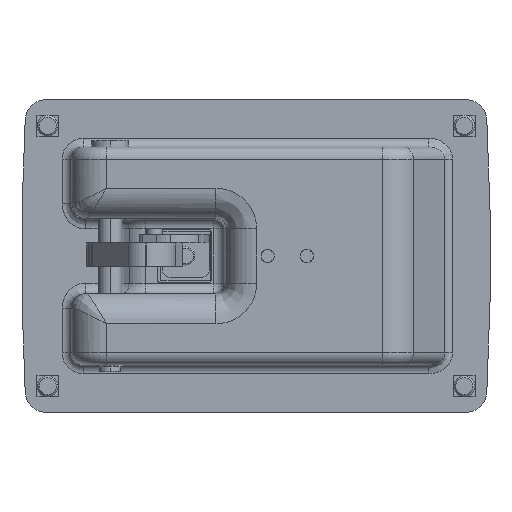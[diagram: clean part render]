
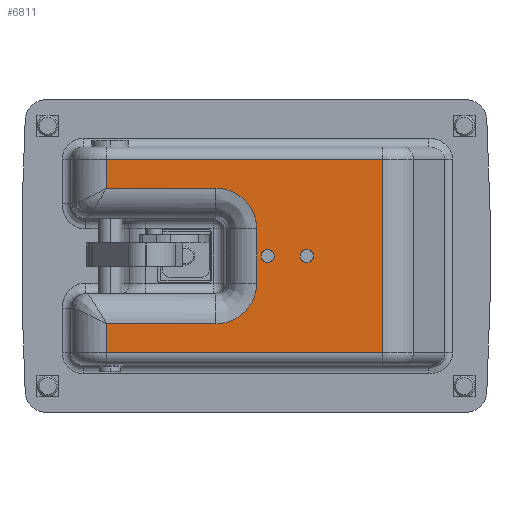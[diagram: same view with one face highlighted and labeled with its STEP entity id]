
A CAD part, front view. The second image highlights one B-rep face of the part: STEP entity #6811.
In plain terms, the highlighted planar face has unit normal (0, -1, 0).
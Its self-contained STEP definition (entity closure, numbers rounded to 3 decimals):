
#128 = DIRECTION ( 'NONE',  ( 0., -1., 0. ) ) ;
#165 = CARTESIAN_POINT ( 'NONE',  ( -1.4, -16.5, -26. ) ) ;
#439 = DIRECTION ( 'NONE',  ( 1., 0., 0. ) ) ;
#441 = EDGE_CURVE ( 'NONE', #10076, #11129, #12939, .T. ) ;
#916 = DIRECTION ( 'NONE',  ( 0., -1., 0. ) ) ;
#981 = DIRECTION ( 'NONE',  ( 0., -1., 0. ) ) ;
#1082 = ORIENTED_EDGE ( 'NONE', *, *, #11207, .F. ) ;
#1098 = VECTOR ( 'NONE', #9666, 1000. ) ;
#1170 = DIRECTION ( 'NONE',  ( 0., 0., 1. ) ) ;
#1365 = CIRCLE ( 'NONE', #6823, 2.55 ) ;
#1414 = EDGE_CURVE ( 'NONE', #11390, #3650, #9697, .T. ) ;
#1441 = VECTOR ( 'NONE', #12547, 1000. ) ;
#1471 = EDGE_CURVE ( 'NONE', #3816, #11129, #3257, .T. ) ;
#1514 = EDGE_LOOP ( 'NONE', ( #1993, #9599 ) ) ;
#1749 = CARTESIAN_POINT ( 'NONE',  ( -1.4, -16.5, 41.795 ) ) ;
#1993 = ORIENTED_EDGE ( 'NONE', *, *, #4531, .F. ) ;
#2080 = CIRCLE ( 'NONE', #4765, 2.55 ) ;
#2540 = VERTEX_POINT ( 'NONE', #9615 ) ;
#2678 = ORIENTED_EDGE ( 'NONE', *, *, #5525, .T. ) ;
#2747 = PLANE ( 'NONE',  #12915 ) ;
#2803 = CARTESIAN_POINT ( 'NONE',  ( -15., -16.5, 41.795 ) ) ;
#3112 = AXIS2_PLACEMENT_3D ( 'NONE', #8205, #981, #1170 ) ;
#3257 = LINE ( 'NONE', #9667, #13821 ) ;
#3285 = ORIENTED_EDGE ( 'NONE', *, *, #3367, .T. ) ;
#3351 = CIRCLE ( 'NONE', #3112, 2.55 ) ;
#3367 = EDGE_CURVE ( 'NONE', #13349, #3650, #10845, .T. ) ;
#3443 = VECTOR ( 'NONE', #12917, 1000. ) ;
#3650 = VERTEX_POINT ( 'NONE', #12524 ) ;
#3671 = LINE ( 'NONE', #3811, #1098 ) ;
#3793 = DIRECTION ( 'NONE',  ( 0., 0., 1. ) ) ;
#3811 = CARTESIAN_POINT ( 'NONE',  ( -1.4, -16.5, 37.195 ) ) ;
#3812 = DIRECTION ( 'NONE',  ( 0., 0., -1. ) ) ;
#3816 = VERTEX_POINT ( 'NONE', #15222 ) ;
#3849 = VECTOR ( 'NONE', #6206, 1000. ) ;
#4004 = DIRECTION ( 'NONE',  ( 0., 0., 1. ) ) ;
#4025 = EDGE_LOOP ( 'NONE', ( #7939, #8142, #5690, #3285, #14585, #11022, #13554, #2678, #11014, #10576 ) ) ;
#4046 = CARTESIAN_POINT ( 'NONE',  ( 56.283, -16.5, -19.538 ) ) ;
#4260 = CIRCLE ( 'NONE', #6660, 2.55 ) ;
#4531 = EDGE_CURVE ( 'NONE', #11610, #4774, #1365, .T. ) ;
#4765 = AXIS2_PLACEMENT_3D ( 'NONE', #8443, #11055, #12139 ) ;
#4774 = VERTEX_POINT ( 'NONE', #12377 ) ;
#5130 = LINE ( 'NONE', #1749, #1441 ) ;
#5525 = EDGE_CURVE ( 'NONE', #6939, #13315, #14661, .T. ) ;
#5550 =( BOUNDED_CURVE ( )  B_SPLINE_CURVE ( 3, ( #6943, #5867, #11633, #14175 ),
 .UNSPECIFIED., .F., .F. ) 
 B_SPLINE_CURVE_WITH_KNOTS ( ( 4, 4 ),
 ( 4.712, 6.283 ),
 .UNSPECIFIED. ) 
 CURVE ( )  GEOMETRIC_REPRESENTATION_ITEM ( )  RATIONAL_B_SPLINE_CURVE ( ( 1., 0.805, 0.805, 1. ) ) 
 REPRESENTATION_ITEM ( '' )  );
#5690 = ORIENTED_EDGE ( 'NONE', *, *, #7977, .F. ) ;
#5695 = LINE ( 'NONE', #9717, #3849 ) ;
#5867 = CARTESIAN_POINT ( 'NONE',  ( 49.797, -16.5, 26. ) ) ;
#6019 = EDGE_CURVE ( 'NONE', #4774, #11610, #2080, .T. ) ;
#6206 = DIRECTION ( 'NONE',  ( 0., 0., 1. ) ) ;
#6231 = CARTESIAN_POINT ( 'NONE',  ( 40.626, -16.5, -26. ) ) ;
#6599 = CARTESIAN_POINT ( 'NONE',  ( 75.5, -16.5, 0. ) ) ;
#6660 = AXIS2_PLACEMENT_3D ( 'NONE', #6599, #916, #11340 ) ;
#6811 = ADVANCED_FACE ( 'NONE', ( #12397, #11847, #8670 ), #2747, .F. ) ;
#6823 = AXIS2_PLACEMENT_3D ( 'NONE', #7024, #128, #11913 ) ;
#6939 = VERTEX_POINT ( 'NONE', #11452 ) ;
#6943 = CARTESIAN_POINT ( 'NONE',  ( 40.626, -16.5, 26. ) ) ;
#7024 = CARTESIAN_POINT ( 'NONE',  ( 60.5, -16.5, 0. ) ) ;
#7391 = VECTOR ( 'NONE', #3793, 1000. ) ;
#7430 = CARTESIAN_POINT ( 'NONE',  ( -15., -16.5, -37.195 ) ) ;
#7605 = EDGE_CURVE ( 'NONE', #10076, #2540, #5550, .T. ) ;
#7891 = EDGE_CURVE ( 'NONE', #13315, #3816, #3671, .T. ) ;
#7939 = ORIENTED_EDGE ( 'NONE', *, *, #441, .F. ) ;
#7966 = EDGE_CURVE ( 'NONE', #8764, #6939, #11635, .T. ) ;
#7977 = EDGE_CURVE ( 'NONE', #13349, #2540, #5695, .T. ) ;
#8142 = ORIENTED_EDGE ( 'NONE', *, *, #7605, .T. ) ;
#8156 = EDGE_CURVE ( 'NONE', #11390, #8764, #5130, .T. ) ;
#8205 = CARTESIAN_POINT ( 'NONE',  ( 75.5, -16.5, 0. ) ) ;
#8443 = CARTESIAN_POINT ( 'NONE',  ( 60.5, -16.5, 0. ) ) ;
#8670 = FACE_OUTER_BOUND ( 'NONE', #4025, .T. ) ;
#8693 = CARTESIAN_POINT ( 'NONE',  ( -15., -16.5, 26. ) ) ;
#8764 = VERTEX_POINT ( 'NONE', #14822 ) ;
#8861 = DIRECTION ( 'NONE',  ( -1., 0., 0. ) ) ;
#9097 = ORIENTED_EDGE ( 'NONE', *, *, #12169, .F. ) ;
#9599 = ORIENTED_EDGE ( 'NONE', *, *, #6019, .F. ) ;
#9615 = CARTESIAN_POINT ( 'NONE',  ( 56.283, -16.5, 10.4 ) ) ;
#9666 = DIRECTION ( 'NONE',  ( -1., 0., 0. ) ) ;
#9667 = CARTESIAN_POINT ( 'NONE',  ( -1.4, -16.5, 41.795 ) ) ;
#9697 = LINE ( 'NONE', #11781, #3443 ) ;
#9717 = CARTESIAN_POINT ( 'NONE',  ( 56.283, -16.5, 41.795 ) ) ;
#10076 = VERTEX_POINT ( 'NONE', #14392 ) ;
#10122 = VECTOR ( 'NONE', #439, 1000. ) ;
#10289 = VERTEX_POINT ( 'NONE', #11380 ) ;
#10576 = ORIENTED_EDGE ( 'NONE', *, *, #1471, .T. ) ;
#10845 =( BOUNDED_CURVE ( )  B_SPLINE_CURVE ( 3, ( #13447, #4046, #12257, #6231 ),
 .UNSPECIFIED., .F., .F. ) 
 B_SPLINE_CURVE_WITH_KNOTS ( ( 4, 4 ),
 ( 3.142, 4.712 ),
 .UNSPECIFIED. ) 
 CURVE ( )  GEOMETRIC_REPRESENTATION_ITEM ( )  RATIONAL_B_SPLINE_CURVE ( ( 1., 0.805, 0.805, 1. ) ) 
 REPRESENTATION_ITEM ( '' )  );
#10912 = CARTESIAN_POINT ( 'NONE',  ( 104.607, -16.5, 41.795 ) ) ;
#11014 = ORIENTED_EDGE ( 'NONE', *, *, #7891, .T. ) ;
#11022 = ORIENTED_EDGE ( 'NONE', *, *, #8156, .T. ) ;
#11055 = DIRECTION ( 'NONE',  ( 0., -1., 0. ) ) ;
#11129 = VERTEX_POINT ( 'NONE', #13740 ) ;
#11207 = EDGE_CURVE ( 'NONE', #10289, #15105, #3351, .T. ) ;
#11249 = CARTESIAN_POINT ( 'NONE',  ( 56.283, -16.5, -10.4 ) ) ;
#11340 = DIRECTION ( 'NONE',  ( 0., 0., 1. ) ) ;
#11380 = CARTESIAN_POINT ( 'NONE',  ( 75.5, -16.5, 2.55 ) ) ;
#11390 = VERTEX_POINT ( 'NONE', #165 ) ;
#11414 = CARTESIAN_POINT ( 'NONE',  ( 104.607, -16.5, 37.195 ) ) ;
#11452 = CARTESIAN_POINT ( 'NONE',  ( 104.607, -16.5, -37.195 ) ) ;
#11610 = VERTEX_POINT ( 'NONE', #14818 ) ;
#11633 = CARTESIAN_POINT ( 'NONE',  ( 56.283, -16.5, 19.538 ) ) ;
#11635 = LINE ( 'NONE', #7430, #10122 ) ;
#11781 = CARTESIAN_POINT ( 'NONE',  ( -15., -16.5, -26. ) ) ;
#11847 = FACE_BOUND ( 'NONE', #1514, .T. ) ;
#11913 = DIRECTION ( 'NONE',  ( 0., 0., 1. ) ) ;
#12139 = DIRECTION ( 'NONE',  ( 0., 0., 1. ) ) ;
#12169 = EDGE_CURVE ( 'NONE', #15105, #10289, #4260, .T. ) ;
#12257 = CARTESIAN_POINT ( 'NONE',  ( 49.797, -16.5, -26. ) ) ;
#12377 = CARTESIAN_POINT ( 'NONE',  ( 60.5, -16.5, -2.55 ) ) ;
#12397 = FACE_BOUND ( 'NONE', #13006, .T. ) ;
#12524 = CARTESIAN_POINT ( 'NONE',  ( 40.626, -16.5, -26. ) ) ;
#12547 = DIRECTION ( 'NONE',  ( 0., 0., -1. ) ) ;
#12576 = VECTOR ( 'NONE', #8861, 1000. ) ;
#12695 = CARTESIAN_POINT ( 'NONE',  ( 75.5, -16.5, -2.55 ) ) ;
#12915 = AXIS2_PLACEMENT_3D ( 'NONE', #2803, #13517, #4004 ) ;
#12917 = DIRECTION ( 'NONE',  ( 1., 0., 0. ) ) ;
#12939 = LINE ( 'NONE', #8693, #12576 ) ;
#13006 = EDGE_LOOP ( 'NONE', ( #1082, #9097 ) ) ;
#13315 = VERTEX_POINT ( 'NONE', #11414 ) ;
#13349 = VERTEX_POINT ( 'NONE', #11249 ) ;
#13447 = CARTESIAN_POINT ( 'NONE',  ( 56.283, -16.5, -10.4 ) ) ;
#13517 = DIRECTION ( 'NONE',  ( 0., 1., 0. ) ) ;
#13554 = ORIENTED_EDGE ( 'NONE', *, *, #7966, .T. ) ;
#13740 = CARTESIAN_POINT ( 'NONE',  ( -1.4, -16.5, 26. ) ) ;
#13821 = VECTOR ( 'NONE', #3812, 1000. ) ;
#14175 = CARTESIAN_POINT ( 'NONE',  ( 56.283, -16.5, 10.4 ) ) ;
#14392 = CARTESIAN_POINT ( 'NONE',  ( 40.626, -16.5, 26. ) ) ;
#14585 = ORIENTED_EDGE ( 'NONE', *, *, #1414, .F. ) ;
#14661 = LINE ( 'NONE', #10912, #7391 ) ;
#14818 = CARTESIAN_POINT ( 'NONE',  ( 60.5, -16.5, 2.55 ) ) ;
#14822 = CARTESIAN_POINT ( 'NONE',  ( -1.4, -16.5, -37.195 ) ) ;
#15105 = VERTEX_POINT ( 'NONE', #12695 ) ;
#15222 = CARTESIAN_POINT ( 'NONE',  ( -1.4, -16.5, 37.195 ) ) ;
